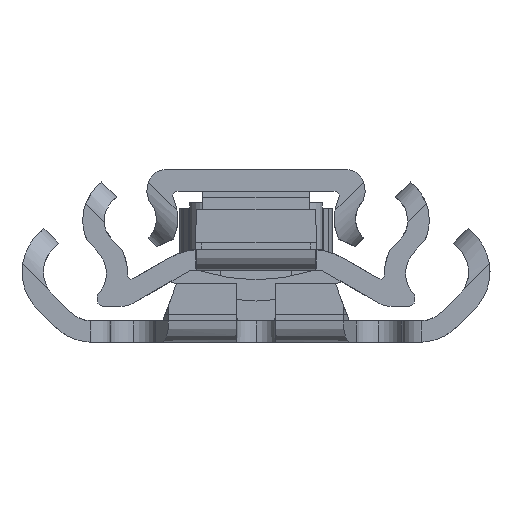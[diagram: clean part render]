
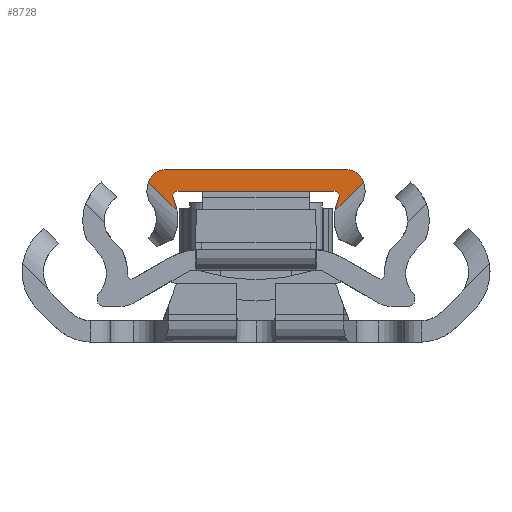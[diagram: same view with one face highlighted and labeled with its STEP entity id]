
A CAD part, left-side view. The second image highlights one B-rep face of the part: STEP entity #8728.
In plain terms, the highlighted planar face has unit normal (-1, 0, 0).
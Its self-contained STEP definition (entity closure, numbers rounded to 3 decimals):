
#381 = CARTESIAN_POINT ( 'NONE',  ( 0., -9.484, 9.3 ) ) ;
#541 = EDGE_LOOP ( 'NONE', ( #8052, #9666, #2486, #8569, #3266, #593, #4824, #7205, #4221, #5317, #2433, #5858 ) ) ;
#593 = ORIENTED_EDGE ( 'NONE', *, *, #1090, .F. ) ;
#691 = DIRECTION ( 'NONE',  ( 0., 0., -1. ) ) ;
#1013 = VERTEX_POINT ( 'NONE', #4710 ) ;
#1024 = VERTEX_POINT ( 'NONE', #2140 ) ;
#1090 = EDGE_CURVE ( 'NONE', #10638, #1013, #4263, .T. ) ;
#1148 = CIRCLE ( 'NONE', #1864, 1.666 ) ;
#1189 = DIRECTION ( 'NONE',  ( 1., 0., 0. ) ) ;
#1587 = CARTESIAN_POINT ( 'NONE',  ( 0., -0.462, 4.398 ) ) ;
#1728 = DIRECTION ( 'NONE',  ( 1., 0., 0. ) ) ;
#1864 = AXIS2_PLACEMENT_3D ( 'NONE', #10672, #1728, #8212 ) ;
#2088 = DIRECTION ( 'NONE',  ( 0., 0., -1. ) ) ;
#2114 = EDGE_CURVE ( 'NONE', #8991, #9178, #8092, .T. ) ;
#2140 = CARTESIAN_POINT ( 'NONE',  ( 0., -8.124, 12.07 ) ) ;
#2282 = CARTESIAN_POINT ( 'NONE',  ( 0., -5.949, 9.893 ) ) ;
#2285 = CARTESIAN_POINT ( 'NONE',  ( 0., -6.935, 13. ) ) ;
#2375 = CARTESIAN_POINT ( 'NONE',  ( 0., 6.584, 11.434 ) ) ;
#2385 = CIRCLE ( 'NONE', #4296, 3.584 ) ;
#2433 = ORIENTED_EDGE ( 'NONE', *, *, #2114, .F. ) ;
#2486 = ORIENTED_EDGE ( 'NONE', *, *, #5335, .F. ) ;
#2507 = EDGE_CURVE ( 'NONE', #6736, #2608, #5417, .T. ) ;
#2595 = CIRCLE ( 'NONE', #4680, 1.666 ) ;
#2608 = VERTEX_POINT ( 'NONE', #3088 ) ;
#2665 = DIRECTION ( 'NONE',  ( 0., 0., -1. ) ) ;
#2672 = DIRECTION ( 'NONE',  ( -1., 0., 0. ) ) ;
#2801 = DIRECTION ( 'NONE',  ( 1., 0., 0. ) ) ;
#2868 = VERTEX_POINT ( 'NONE', #3733 ) ;
#3088 = CARTESIAN_POINT ( 'NONE',  ( 0., 5.949, 9.893 ) ) ;
#3126 = CIRCLE ( 'NONE', #5872, 3.584 ) ;
#3238 = CARTESIAN_POINT ( 'NONE',  ( 0., -6.584, 11.434 ) ) ;
#3266 = ORIENTED_EDGE ( 'NONE', *, *, #6043, .F. ) ;
#3299 = LINE ( 'NONE', #1587, #7042 ) ;
#3360 = DIRECTION ( 'NONE',  ( 1., 0., 0. ) ) ;
#3450 = DIRECTION ( 'NONE',  ( 1., 0., 0. ) ) ;
#3733 = CARTESIAN_POINT ( 'NONE',  ( 0., -6.243, 10.829 ) ) ;
#3848 = CARTESIAN_POINT ( 'NONE',  ( 0., 6.935, 12. ) ) ;
#3880 = VERTEX_POINT ( 'NONE', #6303 ) ;
#3955 = CIRCLE ( 'NONE', #7775, 0.4 ) ;
#3999 = EDGE_CURVE ( 'NONE', #2868, #8991, #3955, .T. ) ;
#4022 = EDGE_CURVE ( 'NONE', #6736, #10638, #1148, .T. ) ;
#4221 = ORIENTED_EDGE ( 'NONE', *, *, #6377, .F. ) ;
#4238 = DIRECTION ( 'NONE',  ( -1., 0., 0. ) ) ;
#4263 = CIRCLE ( 'NONE', #7728, 1. ) ;
#4296 = AXIS2_PLACEMENT_3D ( 'NONE', #381, #2801, #2088 ) ;
#4680 = AXIS2_PLACEMENT_3D ( 'NONE', #3238, #6554, #9880 ) ;
#4710 = CARTESIAN_POINT ( 'NONE',  ( 0., 6.935, 13. ) ) ;
#4824 = ORIENTED_EDGE ( 'NONE', *, *, #4022, .F. ) ;
#5134 = DIRECTION ( 'NONE',  ( 1., 0., 0. ) ) ;
#5317 = ORIENTED_EDGE ( 'NONE', *, *, #6336, .F. ) ;
#5335 = EDGE_CURVE ( 'NONE', #9408, #1024, #2595, .T. ) ;
#5369 = VECTOR ( 'NONE', #10727, 1000. ) ;
#5417 = LINE ( 'NONE', #6130, #6897 ) ;
#5486 = LINE ( 'NONE', #2285, #5369 ) ;
#5537 = VERTEX_POINT ( 'NONE', #10301 ) ;
#5682 = CARTESIAN_POINT ( 'NONE',  ( 0., 7.462, 12.85 ) ) ;
#5696 = DIRECTION ( 'NONE',  ( 0., 0., -1. ) ) ;
#5714 = CARTESIAN_POINT ( 'NONE',  ( 0., -5.881, 11. ) ) ;
#5825 = CARTESIAN_POINT ( 'NONE',  ( 0., 5.881, 11. ) ) ;
#5858 = ORIENTED_EDGE ( 'NONE', *, *, #3999, .F. ) ;
#5872 = AXIS2_PLACEMENT_3D ( 'NONE', #10083, #1189, #9423 ) ;
#6043 = EDGE_CURVE ( 'NONE', #1013, #3880, #5486, .T. ) ;
#6115 = CARTESIAN_POINT ( 'NONE',  ( 0., -5.881, 11.4 ) ) ;
#6130 = CARTESIAN_POINT ( 'NONE',  ( 0., 7.037, 10.982 ) ) ;
#6139 = CARTESIAN_POINT ( 'NONE',  ( 0., -7.462, 12.85 ) ) ;
#6303 = CARTESIAN_POINT ( 'NONE',  ( 0., -6.935, 13. ) ) ;
#6336 = EDGE_CURVE ( 'NONE', #9178, #5537, #9709, .T. ) ;
#6377 = EDGE_CURVE ( 'NONE', #5537, #2608, #3126, .T. ) ;
#6554 = DIRECTION ( 'NONE',  ( 1., 0., 0. ) ) ;
#6610 = DIRECTION ( 'NONE',  ( 0., -0.707, 0.708 ) ) ;
#6736 = VERTEX_POINT ( 'NONE', #9409 ) ;
#6897 = VECTOR ( 'NONE', #8803, 1000. ) ;
#6914 = CARTESIAN_POINT ( 'NONE',  ( 0., -6.935, 12. ) ) ;
#7042 = VECTOR ( 'NONE', #6610, 1000. ) ;
#7205 = ORIENTED_EDGE ( 'NONE', *, *, #2507, .T. ) ;
#7728 = AXIS2_PLACEMENT_3D ( 'NONE', #3848, #5134, #8463 ) ;
#7775 = AXIS2_PLACEMENT_3D ( 'NONE', #5714, #4238, #691 ) ;
#7879 = CARTESIAN_POINT ( 'NONE',  ( 0., 5.881, 11.4 ) ) ;
#8035 = EDGE_CURVE ( 'NONE', #3880, #9408, #8085, .T. ) ;
#8052 = ORIENTED_EDGE ( 'NONE', *, *, #9043, .F. ) ;
#8077 = FACE_OUTER_BOUND ( 'NONE', #541, .T. ) ;
#8085 = CIRCLE ( 'NONE', #8103, 1. ) ;
#8092 = LINE ( 'NONE', #7879, #8096 ) ;
#8096 = VECTOR ( 'NONE', #10446, 1000. ) ;
#8103 = AXIS2_PLACEMENT_3D ( 'NONE', #6914, #3450, #2665 ) ;
#8186 = CARTESIAN_POINT ( 'NONE',  ( 0., 5.881, 11.4 ) ) ;
#8212 = DIRECTION ( 'NONE',  ( 0., 0., -1. ) ) ;
#8213 = VERTEX_POINT ( 'NONE', #2282 ) ;
#8312 = AXIS2_PLACEMENT_3D ( 'NONE', #5825, #2672, #10248 ) ;
#8463 = DIRECTION ( 'NONE',  ( 0., 0., -1. ) ) ;
#8569 = ORIENTED_EDGE ( 'NONE', *, *, #8035, .F. ) ;
#8728 = ADVANCED_FACE ( 'NONE', ( #8077 ), #10767, .F. ) ;
#8803 = DIRECTION ( 'NONE',  ( 0., -0.707, -0.708 ) ) ;
#8991 = VERTEX_POINT ( 'NONE', #6115 ) ;
#9043 = EDGE_CURVE ( 'NONE', #8213, #2868, #2385, .T. ) ;
#9178 = VERTEX_POINT ( 'NONE', #8186 ) ;
#9408 = VERTEX_POINT ( 'NONE', #6139 ) ;
#9409 = CARTESIAN_POINT ( 'NONE',  ( 0., 8.124, 12.07 ) ) ;
#9423 = DIRECTION ( 'NONE',  ( 0., 0., -1. ) ) ;
#9666 = ORIENTED_EDGE ( 'NONE', *, *, #10632, .T. ) ;
#9709 = CIRCLE ( 'NONE', #8312, 0.4 ) ;
#9880 = DIRECTION ( 'NONE',  ( 0., 0., -1. ) ) ;
#10083 = CARTESIAN_POINT ( 'NONE',  ( 0., 9.485, 9.3 ) ) ;
#10196 = AXIS2_PLACEMENT_3D ( 'NONE', #2375, #3360, #5696 ) ;
#10248 = DIRECTION ( 'NONE',  ( 0., 0., -1. ) ) ;
#10301 = CARTESIAN_POINT ( 'NONE',  ( 0., 6.243, 10.829 ) ) ;
#10446 = DIRECTION ( 'NONE',  ( 0., 1., 0. ) ) ;
#10632 = EDGE_CURVE ( 'NONE', #8213, #1024, #3299, .T. ) ;
#10638 = VERTEX_POINT ( 'NONE', #5682 ) ;
#10672 = CARTESIAN_POINT ( 'NONE',  ( 0., 6.584, 11.434 ) ) ;
#10727 = DIRECTION ( 'NONE',  ( 0., -1., 0. ) ) ;
#10767 = PLANE ( 'NONE',  #10196 ) ;
